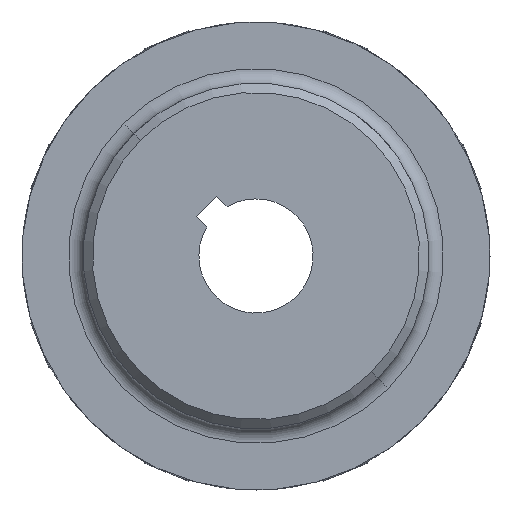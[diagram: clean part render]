
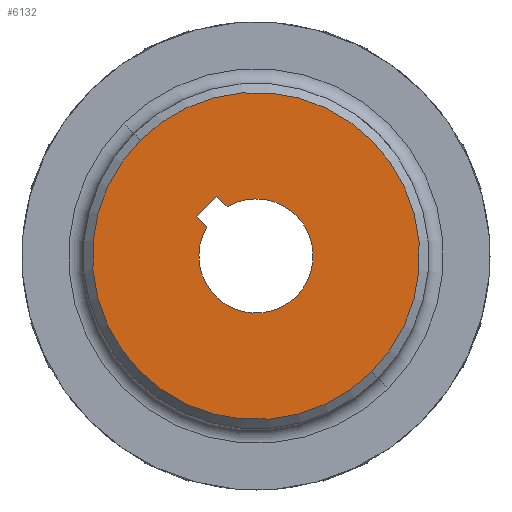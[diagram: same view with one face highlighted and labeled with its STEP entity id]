
A CAD part, front view. The second image highlights one B-rep face of the part: STEP entity #6132.
In plain terms, the highlighted planar face has unit normal (0, -1, 0).
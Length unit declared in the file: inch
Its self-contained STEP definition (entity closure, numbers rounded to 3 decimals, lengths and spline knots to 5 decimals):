
#82 = DIRECTION ( 'NONE',  ( 0.707, 0., -0.707 ) ) ;
#133 = AXIS2_PLACEMENT_3D ( 'NONE', #5998, #3019, #82 ) ;
#257 = LINE ( 'NONE', #5361, #5849 ) ;
#260 = DIRECTION ( 'NONE',  ( 0.707, 0., -0.707 ) ) ;
#283 = CIRCLE ( 'NONE', #1215, 0.895 ) ;
#320 = VERTEX_POINT ( 'NONE', #6420 ) ;
#1109 = EDGE_CURVE ( 'NONE', #5324, #6114, #283, .T. ) ;
#1215 = AXIS2_PLACEMENT_3D ( 'NONE', #4060, #4042, #4037 ) ;
#1295 = DIRECTION ( 'NONE',  ( 0., -1., 0. ) ) ;
#1344 = LINE ( 'NONE', #3640, #1942 ) ;
#1413 = EDGE_CURVE ( 'NONE', #6350, #5289, #257, .T. ) ;
#1705 = CARTESIAN_POINT ( 'NONE',  ( -0.63251, -3.52, 0.63321 ) ) ;
#1810 = CARTESIAN_POINT ( 'NONE',  ( -0.15856, -3.52, 0.26928 ) ) ;
#1844 = AXIS2_PLACEMENT_3D ( 'NONE', #4286, #1295, #4778 ) ;
#1942 = VECTOR ( 'NONE', #3593, 39.37008 ) ;
#2057 = DIRECTION ( 'NONE',  ( -0.707, 0., 0.707 ) ) ;
#2073 = EDGE_CURVE ( 'NONE', #320, #4623, #5712, .T. ) ;
#2401 = EDGE_CURVE ( 'NONE', #5562, #320, #4191, .T. ) ;
#2600 = AXIS2_PLACEMENT_3D ( 'NONE', #5995, #5091, #5329 ) ;
#2756 = EDGE_CURVE ( 'NONE', #5289, #5562, #1344, .T. ) ;
#3019 = DIRECTION ( 'NONE',  ( 0., -1., 0. ) ) ;
#3158 = CARTESIAN_POINT ( 'NONE',  ( 0.63251, -3.52, -0.63321 ) ) ;
#3198 = DIRECTION ( 'NONE',  ( 0., -1., 0. ) ) ;
#3325 = CARTESIAN_POINT ( 'NONE',  ( 0.22085, -3.52, -0.22109 ) ) ;
#3467 = CIRCLE ( 'NONE', #133, 0.3125 ) ;
#3593 = DIRECTION ( 'NONE',  ( -0.707, 0., -0.707 ) ) ;
#3640 = CARTESIAN_POINT ( 'NONE',  ( -0.21717, -3.52, 0.32795 ) ) ;
#3854 = AXIS2_PLACEMENT_3D ( 'NONE', #4693, #3198, #260 ) ;
#4013 = CARTESIAN_POINT ( 'NONE',  ( -0.32771, -3.52, 0.21753 ) ) ;
#4037 = DIRECTION ( 'NONE',  ( 0.707, 0., -0.707 ) ) ;
#4042 = DIRECTION ( 'NONE',  ( 0., -1., 0. ) ) ;
#4060 = CARTESIAN_POINT ( 'NONE',  ( 0., -3.52, 0. ) ) ;
#4067 = ORIENTED_EDGE ( 'NONE', *, *, #1109, .T. ) ;
#4162 = ORIENTED_EDGE ( 'NONE', *, *, #5366, .T. ) ;
#4189 = PLANE ( 'NONE',  #3854 ) ;
#4191 = LINE ( 'NONE', #6136, #4274 ) ;
#4250 = ORIENTED_EDGE ( 'NONE', *, *, #1413, .F. ) ;
#4274 = VECTOR ( 'NONE', #6228, 39.37008 ) ;
#4286 = CARTESIAN_POINT ( 'NONE',  ( 0., -3.52, 0. ) ) ;
#4366 = ORIENTED_EDGE ( 'NONE', *, *, #5580, .F. ) ;
#4623 = VERTEX_POINT ( 'NONE', #3325 ) ;
#4693 = CARTESIAN_POINT ( 'NONE',  ( 0., -3.52, 0. ) ) ;
#4778 = DIRECTION ( 'NONE',  ( 0.707, 0., -0.707 ) ) ;
#4843 = ORIENTED_EDGE ( 'NONE', *, *, #2756, .F. ) ;
#5009 = ORIENTED_EDGE ( 'NONE', *, *, #2401, .F. ) ;
#5091 = DIRECTION ( 'NONE',  ( 0., -1., 0. ) ) ;
#5159 = ORIENTED_EDGE ( 'NONE', *, *, #2073, .F. ) ;
#5289 = VERTEX_POINT ( 'NONE', #5615 ) ;
#5324 = VERTEX_POINT ( 'NONE', #1705 ) ;
#5329 = DIRECTION ( 'NONE',  ( 0.707, 0., -0.707 ) ) ;
#5361 = CARTESIAN_POINT ( 'NONE',  ( -0.21717, -3.52, 0.32795 ) ) ;
#5366 = EDGE_CURVE ( 'NONE', #6114, #5324, #6219, .T. ) ;
#5482 = EDGE_LOOP ( 'NONE', ( #4250, #4366, #5159, #5009, #4843 ) ) ;
#5562 = VERTEX_POINT ( 'NONE', #4013 ) ;
#5580 = EDGE_CURVE ( 'NONE', #4623, #6350, #3467, .T. ) ;
#5615 = CARTESIAN_POINT ( 'NONE',  ( -0.21717, -3.52, 0.32795 ) ) ;
#5649 = EDGE_LOOP ( 'NONE', ( #4067, #4162 ) ) ;
#5712 = CIRCLE ( 'NONE', #2600, 0.3125 ) ;
#5849 = VECTOR ( 'NONE', #2057, 39.37008 ) ;
#5857 = FACE_OUTER_BOUND ( 'NONE', #5649, .T. ) ;
#5995 = CARTESIAN_POINT ( 'NONE',  ( 0., -3.52, 0. ) ) ;
#5998 = CARTESIAN_POINT ( 'NONE',  ( 0., -3.52, 0. ) ) ;
#6101 = FACE_BOUND ( 'NONE', #5482, .T. ) ;
#6114 = VERTEX_POINT ( 'NONE', #3158 ) ;
#6132 = ADVANCED_FACE ( 'NONE', ( #5857, #6101 ), #4189, .T. ) ;
#6136 = CARTESIAN_POINT ( 'NONE',  ( -0.32771, -3.52, 0.21753 ) ) ;
#6219 = CIRCLE ( 'NONE', #1844, 0.895 ) ;
#6228 = DIRECTION ( 'NONE',  ( 0.707, 0., -0.707 ) ) ;
#6350 = VERTEX_POINT ( 'NONE', #1810 ) ;
#6420 = CARTESIAN_POINT ( 'NONE',  ( -0.26911, -3.52, 0.15886 ) ) ;
